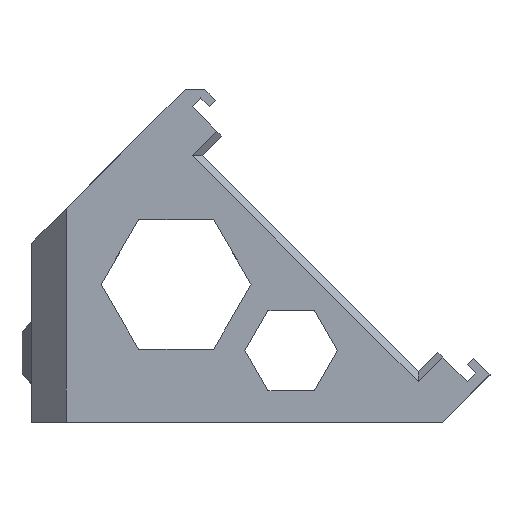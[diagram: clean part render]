
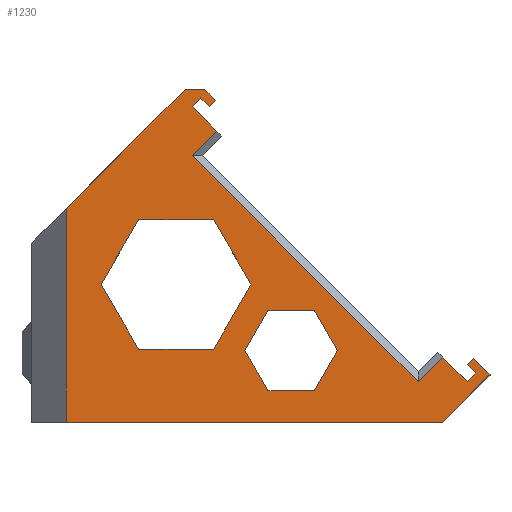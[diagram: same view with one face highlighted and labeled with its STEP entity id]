
A CAD part, top view. The second image highlights one B-rep face of the part: STEP entity #1230.
In plain terms, the highlighted planar face has unit normal (0, 0, 1).
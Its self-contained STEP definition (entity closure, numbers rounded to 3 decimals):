
#29=FACE_BOUND('',#106,.T.);
#30=FACE_BOUND('',#107,.T.);
#38=FACE_OUTER_BOUND('',#105,.T.);
#105=EDGE_LOOP('',(#818,#819,#820,#821,#822,#823,#824,#825,#826,#827,#828,
#829,#830,#831,#832,#833,#834,#835));
#106=EDGE_LOOP('',(#836,#837,#838,#839,#840,#841));
#107=EDGE_LOOP('',(#842,#843,#844,#845,#846,#847));
#178=LINE('',#1717,#347);
#181=LINE('',#1723,#350);
#185=LINE('',#1731,#354);
#186=LINE('',#1733,#355);
#187=LINE('',#1735,#356);
#188=LINE('',#1737,#357);
#189=LINE('',#1739,#358);
#190=LINE('',#1741,#359);
#191=LINE('',#1743,#360);
#192=LINE('',#1745,#361);
#193=LINE('',#1747,#362);
#194=LINE('',#1749,#363);
#195=LINE('',#1751,#364);
#196=LINE('',#1753,#365);
#197=LINE('',#1755,#366);
#198=LINE('',#1757,#367);
#199=LINE('',#1759,#368);
#200=LINE('',#1760,#369);
#201=LINE('',#1763,#370);
#202=LINE('',#1765,#371);
#203=LINE('',#1767,#372);
#204=LINE('',#1769,#373);
#205=LINE('',#1771,#374);
#206=LINE('',#1772,#375);
#207=LINE('',#1775,#376);
#208=LINE('',#1777,#377);
#209=LINE('',#1779,#378);
#210=LINE('',#1781,#379);
#211=LINE('',#1783,#380);
#212=LINE('',#1784,#381);
#347=VECTOR('',#1393,10.);
#350=VECTOR('',#1398,10.);
#354=VECTOR('',#1404,10.);
#355=VECTOR('',#1405,10.);
#356=VECTOR('',#1406,10.);
#357=VECTOR('',#1407,10.);
#358=VECTOR('',#1408,10.);
#359=VECTOR('',#1409,10.);
#360=VECTOR('',#1410,10.);
#361=VECTOR('',#1411,10.);
#362=VECTOR('',#1412,10.);
#363=VECTOR('',#1413,10.);
#364=VECTOR('',#1414,10.);
#365=VECTOR('',#1415,10.);
#366=VECTOR('',#1416,10.);
#367=VECTOR('',#1417,10.);
#368=VECTOR('',#1418,10.);
#369=VECTOR('',#1419,10.);
#370=VECTOR('',#1420,10.);
#371=VECTOR('',#1421,10.);
#372=VECTOR('',#1422,10.);
#373=VECTOR('',#1423,10.);
#374=VECTOR('',#1424,10.);
#375=VECTOR('',#1425,10.);
#376=VECTOR('',#1426,10.);
#377=VECTOR('',#1427,10.);
#378=VECTOR('',#1428,10.);
#379=VECTOR('',#1429,10.);
#380=VECTOR('',#1430,10.);
#381=VECTOR('',#1431,10.);
#516=VERTEX_POINT('',#1714);
#517=VERTEX_POINT('',#1716);
#519=VERTEX_POINT('',#1722);
#522=VERTEX_POINT('',#1730);
#523=VERTEX_POINT('',#1732);
#524=VERTEX_POINT('',#1734);
#525=VERTEX_POINT('',#1736);
#526=VERTEX_POINT('',#1738);
#527=VERTEX_POINT('',#1740);
#528=VERTEX_POINT('',#1742);
#529=VERTEX_POINT('',#1744);
#530=VERTEX_POINT('',#1746);
#531=VERTEX_POINT('',#1748);
#532=VERTEX_POINT('',#1750);
#533=VERTEX_POINT('',#1752);
#534=VERTEX_POINT('',#1754);
#535=VERTEX_POINT('',#1756);
#536=VERTEX_POINT('',#1758);
#537=VERTEX_POINT('',#1761);
#538=VERTEX_POINT('',#1762);
#539=VERTEX_POINT('',#1764);
#540=VERTEX_POINT('',#1766);
#541=VERTEX_POINT('',#1768);
#542=VERTEX_POINT('',#1770);
#543=VERTEX_POINT('',#1773);
#544=VERTEX_POINT('',#1774);
#545=VERTEX_POINT('',#1776);
#546=VERTEX_POINT('',#1778);
#547=VERTEX_POINT('',#1780);
#548=VERTEX_POINT('',#1782);
#632=EDGE_CURVE('',#516,#517,#178,.T.);
#635=EDGE_CURVE('',#519,#517,#181,.T.);
#639=EDGE_CURVE('',#516,#522,#185,.T.);
#640=EDGE_CURVE('',#522,#523,#186,.T.);
#641=EDGE_CURVE('',#523,#524,#187,.T.);
#642=EDGE_CURVE('',#524,#525,#188,.T.);
#643=EDGE_CURVE('',#525,#526,#189,.T.);
#644=EDGE_CURVE('',#526,#527,#190,.T.);
#645=EDGE_CURVE('',#527,#528,#191,.T.);
#646=EDGE_CURVE('',#529,#528,#192,.T.);
#647=EDGE_CURVE('',#530,#529,#193,.T.);
#648=EDGE_CURVE('',#531,#530,#194,.T.);
#649=EDGE_CURVE('',#531,#532,#195,.T.);
#650=EDGE_CURVE('',#532,#533,#196,.T.);
#651=EDGE_CURVE('',#533,#534,#197,.T.);
#652=EDGE_CURVE('',#534,#535,#198,.T.);
#653=EDGE_CURVE('',#535,#536,#199,.T.);
#654=EDGE_CURVE('',#536,#519,#200,.T.);
#655=EDGE_CURVE('',#537,#538,#201,.T.);
#656=EDGE_CURVE('',#538,#539,#202,.T.);
#657=EDGE_CURVE('',#539,#540,#203,.T.);
#658=EDGE_CURVE('',#540,#541,#204,.T.);
#659=EDGE_CURVE('',#541,#542,#205,.T.);
#660=EDGE_CURVE('',#542,#537,#206,.T.);
#661=EDGE_CURVE('',#543,#544,#207,.T.);
#662=EDGE_CURVE('',#544,#545,#208,.T.);
#663=EDGE_CURVE('',#545,#546,#209,.T.);
#664=EDGE_CURVE('',#546,#547,#210,.T.);
#665=EDGE_CURVE('',#547,#548,#211,.T.);
#666=EDGE_CURVE('',#548,#543,#212,.T.);
#818=ORIENTED_EDGE('',*,*,#632,.F.);
#819=ORIENTED_EDGE('',*,*,#639,.T.);
#820=ORIENTED_EDGE('',*,*,#640,.T.);
#821=ORIENTED_EDGE('',*,*,#641,.T.);
#822=ORIENTED_EDGE('',*,*,#642,.T.);
#823=ORIENTED_EDGE('',*,*,#643,.T.);
#824=ORIENTED_EDGE('',*,*,#644,.T.);
#825=ORIENTED_EDGE('',*,*,#645,.T.);
#826=ORIENTED_EDGE('',*,*,#646,.F.);
#827=ORIENTED_EDGE('',*,*,#647,.F.);
#828=ORIENTED_EDGE('',*,*,#648,.F.);
#829=ORIENTED_EDGE('',*,*,#649,.T.);
#830=ORIENTED_EDGE('',*,*,#650,.T.);
#831=ORIENTED_EDGE('',*,*,#651,.T.);
#832=ORIENTED_EDGE('',*,*,#652,.T.);
#833=ORIENTED_EDGE('',*,*,#653,.T.);
#834=ORIENTED_EDGE('',*,*,#654,.T.);
#835=ORIENTED_EDGE('',*,*,#635,.T.);
#836=ORIENTED_EDGE('',*,*,#655,.T.);
#837=ORIENTED_EDGE('',*,*,#656,.T.);
#838=ORIENTED_EDGE('',*,*,#657,.T.);
#839=ORIENTED_EDGE('',*,*,#658,.T.);
#840=ORIENTED_EDGE('',*,*,#659,.T.);
#841=ORIENTED_EDGE('',*,*,#660,.T.);
#842=ORIENTED_EDGE('',*,*,#661,.T.);
#843=ORIENTED_EDGE('',*,*,#662,.T.);
#844=ORIENTED_EDGE('',*,*,#663,.T.);
#845=ORIENTED_EDGE('',*,*,#664,.T.);
#846=ORIENTED_EDGE('',*,*,#665,.T.);
#847=ORIENTED_EDGE('',*,*,#666,.T.);
#1167=PLANE('',#1314);
#1230=ADVANCED_FACE('',(#38,#29,#30),#1167,.T.);
#1314=AXIS2_PLACEMENT_3D('',#1729,#1402,#1403);
#1393=DIRECTION('',(0.,1.,0.));
#1398=DIRECTION('',(-0.707,-0.707,0.));
#1402=DIRECTION('center_axis',(0.,0.,1.));
#1403=DIRECTION('ref_axis',(1.,0.,0.));
#1404=DIRECTION('',(1.,0.,0.));
#1405=DIRECTION('',(0.707,0.707,0.));
#1406=DIRECTION('',(-0.707,0.707,0.));
#1407=DIRECTION('',(-0.707,-0.707,0.));
#1408=DIRECTION('',(0.707,-0.707,0.));
#1409=DIRECTION('',(-0.707,-0.707,0.));
#1410=DIRECTION('',(-0.707,0.707,0.));
#1411=DIRECTION('',(0.707,0.707,0.));
#1412=DIRECTION('',(0.707,-0.707,0.));
#1413=DIRECTION('',(-0.707,-0.707,0.));
#1414=DIRECTION('',(-0.707,0.707,0.));
#1415=DIRECTION('',(0.707,0.707,0.));
#1416=DIRECTION('',(0.707,-0.707,0.));
#1417=DIRECTION('',(0.707,0.707,0.));
#1418=DIRECTION('',(-0.707,0.707,0.));
#1419=DIRECTION('',(-1.,0.,0.));
#1420=DIRECTION('',(-1.,0.,0.));
#1421=DIRECTION('',(-0.5,0.866,0.));
#1422=DIRECTION('',(0.5,0.866,0.));
#1423=DIRECTION('',(1.,0.,0.));
#1424=DIRECTION('',(0.5,-0.866,0.));
#1425=DIRECTION('',(-0.5,-0.866,0.));
#1426=DIRECTION('',(-1.,0.,0.));
#1427=DIRECTION('',(-0.5,0.866,0.));
#1428=DIRECTION('',(0.5,0.866,0.));
#1429=DIRECTION('',(1.,0.,0.));
#1430=DIRECTION('',(0.5,-0.866,0.));
#1431=DIRECTION('',(-0.5,-0.866,0.));
#1714=CARTESIAN_POINT('',(5.,0.,10.));
#1716=CARTESIAN_POINT('',(5.,30.794,10.));
#1717=CARTESIAN_POINT('',(5.,24.868,10.));
#1722=CARTESIAN_POINT('',(22.089,47.883,10.));
#1723=CARTESIAN_POINT('',(22.089,47.883,10.));
#1729=CARTESIAN_POINT('Origin',(33.,23.941,10.));
#1730=CARTESIAN_POINT('',(59.2,0.,10.));
#1731=CARTESIAN_POINT('',(0.,0.,10.));
#1732=CARTESIAN_POINT('',(66.,6.8,10.));
#1733=CARTESIAN_POINT('',(59.2,0.,10.));
#1734=CARTESIAN_POINT('',(63.596,9.204,10.));
#1735=CARTESIAN_POINT('',(66.,6.8,10.));
#1736=CARTESIAN_POINT('',(62.712,8.32,10.));
#1737=CARTESIAN_POINT('',(63.596,9.204,10.));
#1738=CARTESIAN_POINT('',(63.949,7.083,10.));
#1739=CARTESIAN_POINT('',(62.712,8.32,10.));
#1740=CARTESIAN_POINT('',(62.712,5.845,10.));
#1741=CARTESIAN_POINT('',(63.949,7.083,10.));
#1742=CARTESIAN_POINT('',(59.176,9.381,10.));
#1743=CARTESIAN_POINT('',(62.712,5.845,10.));
#1744=CARTESIAN_POINT('',(55.641,5.845,10.));
#1745=CARTESIAN_POINT('',(56.272,6.477,10.));
#1746=CARTESIAN_POINT('',(23.114,38.372,10.));
#1747=CARTESIAN_POINT('',(45.103,16.383,10.));
#1748=CARTESIAN_POINT('',(26.65,41.908,10.));
#1749=CARTESIAN_POINT('',(22.331,37.59,10.));
#1750=CARTESIAN_POINT('',(23.114,45.443,10.));
#1751=CARTESIAN_POINT('',(27.357,41.201,10.));
#1752=CARTESIAN_POINT('',(24.351,46.681,10.));
#1753=CARTESIAN_POINT('',(23.114,45.443,10.));
#1754=CARTESIAN_POINT('',(25.589,45.443,10.));
#1755=CARTESIAN_POINT('',(24.351,46.681,10.));
#1756=CARTESIAN_POINT('',(26.473,46.327,10.));
#1757=CARTESIAN_POINT('',(25.589,45.443,10.));
#1758=CARTESIAN_POINT('',(24.917,47.883,10.));
#1759=CARTESIAN_POINT('',(26.473,46.327,10.));
#1760=CARTESIAN_POINT('',(24.917,47.883,10.));
#1761=CARTESIAN_POINT('',(40.699,4.5,10.));
#1762=CARTESIAN_POINT('',(34.026,4.5,10.));
#1763=CARTESIAN_POINT('',(33.513,4.5,10.));
#1764=CARTESIAN_POINT('',(30.69,10.279,10.));
#1765=CARTESIAN_POINT('',(28.02,14.902,10.));
#1766=CARTESIAN_POINT('',(34.026,16.057,10.));
#1767=CARTESIAN_POINT('',(35.605,18.792,10.));
#1768=CARTESIAN_POINT('',(40.699,16.057,10.));
#1769=CARTESIAN_POINT('',(36.849,16.057,10.));
#1770=CARTESIAN_POINT('',(44.035,10.279,10.));
#1771=CARTESIAN_POINT('',(39.698,17.791,10.));
#1772=CARTESIAN_POINT('',(43.946,10.124,10.));
#1773=CARTESIAN_POINT('',(26.195,10.493,10.));
#1774=CARTESIAN_POINT('',(15.398,10.493,10.));
#1775=CARTESIAN_POINT('',(24.199,10.493,10.));
#1776=CARTESIAN_POINT('',(10.,19.843,10.));
#1777=CARTESIAN_POINT('',(11.988,16.4,10.));
#1778=CARTESIAN_POINT('',(15.398,29.193,10.));
#1779=CARTESIAN_POINT('',(16.461,31.035,10.));
#1780=CARTESIAN_POINT('',(26.195,29.193,10.));
#1781=CARTESIAN_POINT('',(29.597,29.193,10.));
#1782=CARTESIAN_POINT('',(31.593,19.843,10.));
#1783=CARTESIAN_POINT('',(30.881,21.075,10.));
#1784=CARTESIAN_POINT('',(29.957,17.01,10.));
